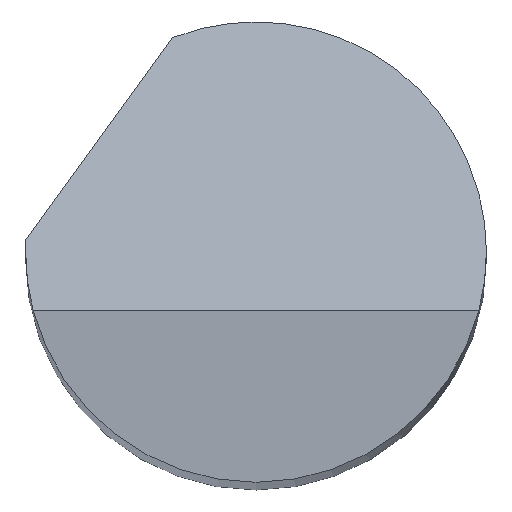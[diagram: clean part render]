
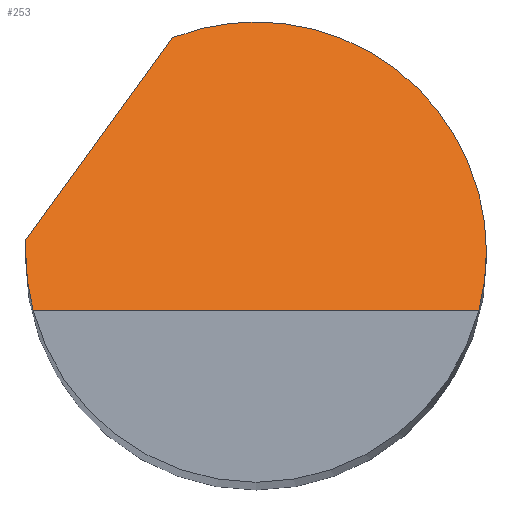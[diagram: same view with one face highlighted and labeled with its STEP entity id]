
A CAD part, top view. The second image highlights one B-rep face of the part: STEP entity #253.
In plain terms, the highlighted planar face has unit normal (0, 0.707, 0.707).
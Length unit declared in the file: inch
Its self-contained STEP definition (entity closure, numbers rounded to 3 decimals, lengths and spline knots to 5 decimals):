
#28 = CARTESIAN_POINT ( 'NONE',  ( -0.09069, -0.02375, 2. ) ) ;
#32 = CARTESIAN_POINT ( 'NONE',  ( -0.09272, -0.01599, 1.99224 ) ) ;
#44 = LINE ( 'NONE', #428, #434 ) ;
#47 = EDGE_LOOP ( 'NONE', ( #399, #160, #337, #309, #149, #348 ) ) ;
#52 = VERTEX_POINT ( 'NONE', #96 ) ;
#53 = CARTESIAN_POINT ( 'NONE',  ( -0.03394, 0.08739, 1.88886 ) ) ;
#67 = CARTESIAN_POINT ( 'NONE',  ( -0.09375, 0., 1.97625 ) ) ;
#69 = VERTEX_POINT ( 'NONE', #468 ) ;
#88 = EDGE_CURVE ( 'NONE', #124, #52, #112, .T. ) ;
#90 = DIRECTION ( 'NONE',  ( 0., 0.707, -0.707 ) ) ;
#95 =( BOUNDED_CURVE ( )  B_SPLINE_CURVE ( 3, ( #439, #361, #318, #473 ),
 .UNSPECIFIED., .F., .T. ) 
 B_SPLINE_CURVE_WITH_KNOTS ( ( 4, 4 ),
 ( 1.5708, 1.82692 ),
 .UNSPECIFIED. ) 
 CURVE ( )  GEOMETRIC_REPRESENTATION_ITEM ( )  RATIONAL_B_SPLINE_CURVE ( ( 1., 0.995, 0.995, 1. ) ) 
 REPRESENTATION_ITEM ( '' )  );
#96 = CARTESIAN_POINT ( 'NONE',  ( 0.09069, -0.02375, 2. ) ) ;
#97 = CARTESIAN_POINT ( 'NONE',  ( 0.09375, 0.07266, 1.90359 ) ) ;
#112 = LINE ( 'NONE', #222, #345 ) ;
#115 = EDGE_CURVE ( 'NONE', #464, #158, #296, .T. ) ;
#124 = VERTEX_POINT ( 'NONE', #407 ) ;
#128 = CARTESIAN_POINT ( 'NONE',  ( -0.03394, 0.08739, 1.88886 ) ) ;
#137 = CARTESIAN_POINT ( 'NONE',  ( -0.09375, -0.00803, 1.98428 ) ) ;
#140 = CARTESIAN_POINT ( 'NONE',  ( -0.09362, 0.005, 1.97125 ) ) ;
#149 = ORIENTED_EDGE ( 'NONE', *, *, #370, .F. ) ;
#158 = VERTEX_POINT ( 'NONE', #404 ) ;
#160 = ORIENTED_EDGE ( 'NONE', *, *, #115, .F. ) ;
#161 = DIRECTION ( 'NONE',  ( 0., -0.707, -0.707 ) ) ;
#165 = DIRECTION ( 'NONE',  ( 0.456, 0.629, -0.629 ) ) ;
#179 = CARTESIAN_POINT ( 'NONE',  ( -0.09371, 0.00333, 1.97292 ) ) ;
#184 = CARTESIAN_POINT ( 'NONE',  ( -0.09375, 0., 1.97625 ) ) ;
#193 = FACE_OUTER_BOUND ( 'NONE', #47, .T. ) ;
#196 = CARTESIAN_POINT ( 'NONE',  ( -0.09375, -0.02375, 2. ) ) ;
#222 = CARTESIAN_POINT ( 'NONE',  ( 0., -0.02375, 2. ) ) ;
#227 = DIRECTION ( 'NONE',  ( 1., 0., 0. ) ) ;
#252 = CARTESIAN_POINT ( 'NONE',  ( 0.03379, 0.11369, 1.86256 ) ) ;
#253 = ADVANCED_FACE ( 'NONE', ( #193 ), #308, .F. ) ;
#265 = CARTESIAN_POINT ( 'NONE',  ( -0.09375, 0., 1.97625 ) ) ;
#267 = EDGE_CURVE ( 'NONE', #158, #415, #44, .T. ) ;
#281 = CARTESIAN_POINT ( 'NONE',  ( 0.09375, 0., 1.97625 ) ) ;
#296 =( BOUNDED_CURVE ( )  B_SPLINE_CURVE ( 3, ( #265, #450, #179, #140 ),
 .UNSPECIFIED., .F., .T. ) 
 B_SPLINE_CURVE_WITH_KNOTS ( ( 4, 4 ),
 ( 4.71239, 4.76575 ),
 .UNSPECIFIED. ) 
 CURVE ( )  GEOMETRIC_REPRESENTATION_ITEM ( )  RATIONAL_B_SPLINE_CURVE ( ( 1., 1., 1., 1. ) ) 
 REPRESENTATION_ITEM ( '' )  );
#308 = PLANE ( 'NONE',  #355 ) ;
#309 = ORIENTED_EDGE ( 'NONE', *, *, #88, .T. ) ;
#318 = CARTESIAN_POINT ( 'NONE',  ( 0.09272, -0.01599, 1.99224 ) ) ;
#337 = ORIENTED_EDGE ( 'NONE', *, *, #455, .F. ) ;
#345 = VECTOR ( 'NONE', #227, 39.37008 ) ;
#348 = ORIENTED_EDGE ( 'NONE', *, *, #411, .F. ) ;
#355 = AXIS2_PLACEMENT_3D ( 'NONE', #196, #161, #90 ) ;
#361 = CARTESIAN_POINT ( 'NONE',  ( 0.09375, -0.00803, 1.98428 ) ) ;
#367 =( BOUNDED_CURVE ( )  B_SPLINE_CURVE ( 3, ( #128, #252, #97, #281 ),
 .UNSPECIFIED., .F., .T. ) 
 B_SPLINE_CURVE_WITH_KNOTS ( ( 4, 4 ),
 ( 5.91277, 7.85398 ),
 .UNSPECIFIED. ) 
 CURVE ( )  GEOMETRIC_REPRESENTATION_ITEM ( )  RATIONAL_B_SPLINE_CURVE ( ( 1., 0.71, 0.71, 1. ) ) 
 REPRESENTATION_ITEM ( '' )  );
#370 = EDGE_CURVE ( 'NONE', #69, #52, #95, .T. ) ;
#399 = ORIENTED_EDGE ( 'NONE', *, *, #267, .F. ) ;
#404 = CARTESIAN_POINT ( 'NONE',  ( -0.09362, 0.005, 1.97125 ) ) ;
#407 = CARTESIAN_POINT ( 'NONE',  ( -0.09069, -0.02375, 2. ) ) ;
#411 = EDGE_CURVE ( 'NONE', #415, #69, #367, .T. ) ;
#415 = VERTEX_POINT ( 'NONE', #53 ) ;
#428 = CARTESIAN_POINT ( 'NONE',  ( -0.11014, -0.01781, 1.99406 ) ) ;
#432 =( BOUNDED_CURVE ( )  B_SPLINE_CURVE ( 3, ( #28, #32, #137, #67 ),
 .UNSPECIFIED., .F., .T. ) 
 B_SPLINE_CURVE_WITH_KNOTS ( ( 4, 4 ),
 ( 4.45626, 4.71239 ),
 .UNSPECIFIED. ) 
 CURVE ( )  GEOMETRIC_REPRESENTATION_ITEM ( )  RATIONAL_B_SPLINE_CURVE ( ( 1., 0.995, 0.995, 1. ) ) 
 REPRESENTATION_ITEM ( '' )  );
#434 = VECTOR ( 'NONE', #165, 39.37008 ) ;
#439 = CARTESIAN_POINT ( 'NONE',  ( 0.09375, 0., 1.97625 ) ) ;
#450 = CARTESIAN_POINT ( 'NONE',  ( -0.09375, 0.00167, 1.97458 ) ) ;
#455 = EDGE_CURVE ( 'NONE', #124, #464, #432, .T. ) ;
#464 = VERTEX_POINT ( 'NONE', #184 ) ;
#468 = CARTESIAN_POINT ( 'NONE',  ( 0.09375, 0., 1.97625 ) ) ;
#473 = CARTESIAN_POINT ( 'NONE',  ( 0.09069, -0.02375, 2. ) ) ;
